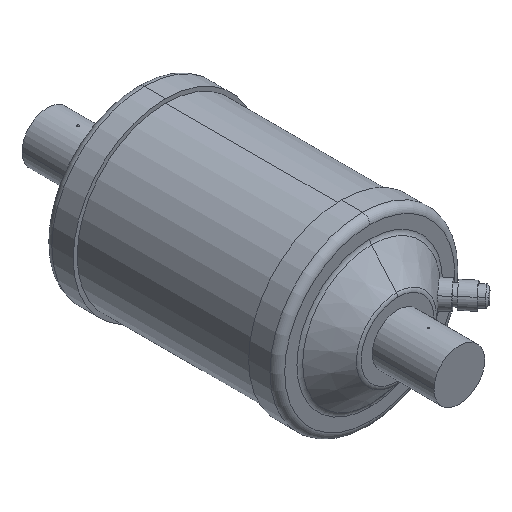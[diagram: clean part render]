
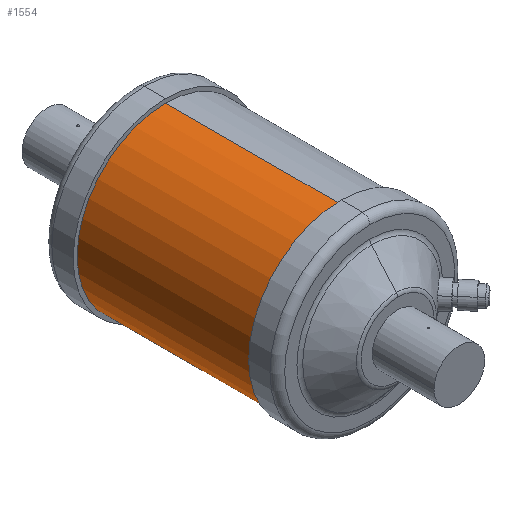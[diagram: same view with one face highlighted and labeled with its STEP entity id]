
A CAD part, isometric view. The second image highlights one B-rep face of the part: STEP entity #1554.
In plain terms, the highlighted cylindrical face has radius 44.45 mm (diameter 88.9 mm), a partial arc.
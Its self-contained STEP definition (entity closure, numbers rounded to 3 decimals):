
#3 = DIRECTION ( 'NONE',  ( 0., 1., 0. ) ) ;
#51 = CARTESIAN_POINT ( 'NONE',  ( 0., 46.1, 44.45 ) ) ;
#190 = CIRCLE ( 'NONE', #1588, 44.45 ) ;
#353 = DIRECTION ( 'NONE',  ( 0., -1., 0. ) ) ;
#391 = VERTEX_POINT ( 'NONE', #1600 ) ;
#505 = AXIS2_PLACEMENT_3D ( 'NONE', #2277, #3, #567 ) ;
#532 = CARTESIAN_POINT ( 'NONE',  ( 0., 54., 0. ) ) ;
#533 = ORIENTED_EDGE ( 'NONE', *, *, #1508, .F. ) ;
#541 = VERTEX_POINT ( 'NONE', #51 ) ;
#549 = EDGE_CURVE ( 'NONE', #391, #1820, #2113, .T. ) ;
#567 = DIRECTION ( 'NONE',  ( 0., 0., -1. ) ) ;
#628 = DIRECTION ( 'NONE',  ( 0., -1., 0. ) ) ;
#639 = DIRECTION ( 'NONE',  ( 0., -1., 0. ) ) ;
#677 = CARTESIAN_POINT ( 'NONE',  ( 0., 46.1, 0. ) ) ;
#682 = CYLINDRICAL_SURFACE ( 'NONE', #2006, 44.45 ) ;
#707 = EDGE_CURVE ( 'NONE', #541, #1705, #190, .T. ) ;
#871 = VECTOR ( 'NONE', #353, 1000. ) ;
#1135 = EDGE_LOOP ( 'NONE', ( #533, #1698, #1613, #1282 ) ) ;
#1184 = DIRECTION ( 'NONE',  ( 0., 0., 1. ) ) ;
#1282 = ORIENTED_EDGE ( 'NONE', *, *, #549, .T. ) ;
#1423 = DIRECTION ( 'NONE',  ( 0., 0., -1. ) ) ;
#1508 = EDGE_CURVE ( 'NONE', #541, #1820, #1615, .T. ) ;
#1539 = CARTESIAN_POINT ( 'NONE',  ( 0., -42.1, 44.45 ) ) ;
#1554 = ADVANCED_FACE ( 'NONE', ( #1641 ), #682, .T. ) ;
#1588 = AXIS2_PLACEMENT_3D ( 'NONE', #677, #639, #1184 ) ;
#1600 = CARTESIAN_POINT ( 'NONE',  ( 0., -42.1, -44.45 ) ) ;
#1613 = ORIENTED_EDGE ( 'NONE', *, *, #2340, .T. ) ;
#1615 = LINE ( 'NONE', #1629, #871 ) ;
#1629 = CARTESIAN_POINT ( 'NONE',  ( 0., 54., 44.45 ) ) ;
#1641 = FACE_OUTER_BOUND ( 'NONE', #1135, .T. ) ;
#1685 = CARTESIAN_POINT ( 'NONE',  ( 0., 54., -44.45 ) ) ;
#1687 = CARTESIAN_POINT ( 'NONE',  ( 0., 46.1, -44.45 ) ) ;
#1698 = ORIENTED_EDGE ( 'NONE', *, *, #707, .T. ) ;
#1705 = VERTEX_POINT ( 'NONE', #1687 ) ;
#1820 = VERTEX_POINT ( 'NONE', #1539 ) ;
#1995 = DIRECTION ( 'NONE',  ( 0., -1., 0. ) ) ;
#2006 = AXIS2_PLACEMENT_3D ( 'NONE', #532, #1995, #1423 ) ;
#2050 = VECTOR ( 'NONE', #628, 1000. ) ;
#2113 = CIRCLE ( 'NONE', #505, 44.45 ) ;
#2277 = CARTESIAN_POINT ( 'NONE',  ( 0., -42.1, 0. ) ) ;
#2311 = LINE ( 'NONE', #1685, #2050 ) ;
#2340 = EDGE_CURVE ( 'NONE', #1705, #391, #2311, .T. ) ;
